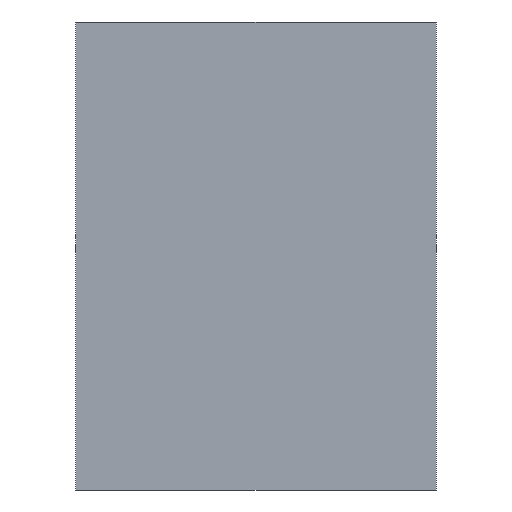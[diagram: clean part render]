
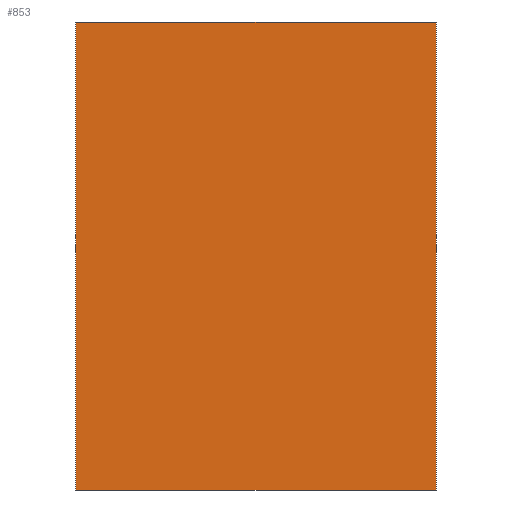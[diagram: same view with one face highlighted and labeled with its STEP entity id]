
A CAD part, front view. The second image highlights one B-rep face of the part: STEP entity #853.
In plain terms, the highlighted planar face has unit normal (0, -1, 0).
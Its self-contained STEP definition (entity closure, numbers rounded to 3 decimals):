
#75=FACE_OUTER_BOUND('',#121,.T.);
#121=EDGE_LOOP('',(#766,#767,#768,#769));
#224=LINE('',#1344,#336);
#227=LINE('',#1350,#339);
#230=LINE('',#1356,#342);
#233=LINE('',#1360,#345);
#336=VECTOR('',#1106,10.);
#339=VECTOR('',#1111,10.);
#342=VECTOR('',#1116,10.);
#345=VECTOR('',#1121,10.);
#416=VERTEX_POINT('',#1341);
#417=VERTEX_POINT('',#1343);
#419=VERTEX_POINT('',#1349);
#421=VERTEX_POINT('',#1355);
#528=EDGE_CURVE('',#417,#416,#224,.T.);
#531=EDGE_CURVE('',#419,#417,#227,.T.);
#534=EDGE_CURVE('',#421,#419,#230,.T.);
#537=EDGE_CURVE('',#416,#421,#233,.T.);
#766=ORIENTED_EDGE('',*,*,#537,.T.);
#767=ORIENTED_EDGE('',*,*,#534,.T.);
#768=ORIENTED_EDGE('',*,*,#531,.T.);
#769=ORIENTED_EDGE('',*,*,#528,.T.);
#809=PLANE('',#915);
#853=ADVANCED_FACE('',(#75),#809,.T.);
#915=AXIS2_PLACEMENT_3D('',#1362,#1124,#1125);
#1106=DIRECTION('',(-1.,0.,0.));
#1111=DIRECTION('',(0.,0.,1.));
#1116=DIRECTION('',(1.,0.,0.));
#1121=DIRECTION('',(0.,0.,-1.));
#1124=DIRECTION('center_axis',(0.,-1.,0.));
#1125=DIRECTION('ref_axis',(0.,0.,-1.));
#1341=CARTESIAN_POINT('',(-7.7,-0.8,10.));
#1343=CARTESIAN_POINT('',(7.7,-0.8,10.));
#1344=CARTESIAN_POINT('',(7.7,-0.8,10.));
#1349=CARTESIAN_POINT('',(7.7,-0.8,-10.));
#1350=CARTESIAN_POINT('',(7.7,-0.8,-10.));
#1355=CARTESIAN_POINT('',(-7.7,-0.8,-10.));
#1356=CARTESIAN_POINT('',(-7.7,-0.8,-10.));
#1360=CARTESIAN_POINT('',(-7.7,-0.8,10.));
#1362=CARTESIAN_POINT('Origin',(0.,-0.8,0.));
